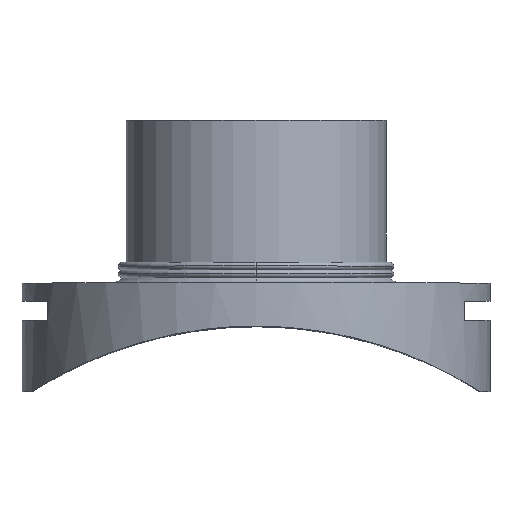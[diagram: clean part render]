
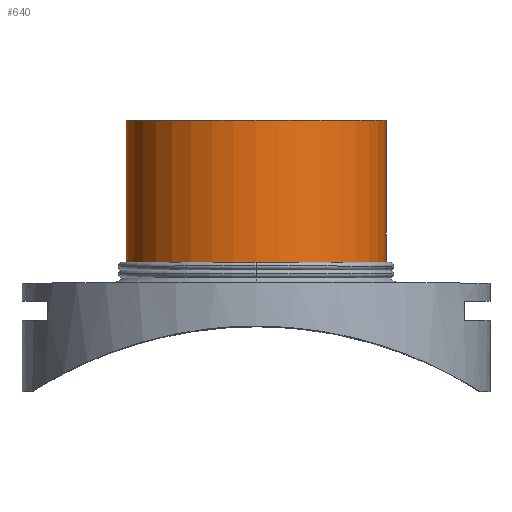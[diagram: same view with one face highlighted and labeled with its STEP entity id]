
A CAD part, top view. The second image highlights one B-rep face of the part: STEP entity #640.
In plain terms, the highlighted cylindrical face has radius 125 mm (diameter 250 mm), a partial arc.
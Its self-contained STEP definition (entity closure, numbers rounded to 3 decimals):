
#246 = VERTEX_POINT( '', #699 );
#282 = EDGE_CURVE( '', #656, #514, #747, .T. );
#294 = EDGE_CURVE( '', #672, #656, #759, .T. );
#312 = EDGE_CURVE( '', #246, #672, #778, .T. );
#514 = VERTEX_POINT( '', #1002 );
#620 = VERTEX_POINT( '', #1117 );
#640 = ADVANCED_FACE( '', ( #1138 ), #1139, .T. );
#644 = EDGE_CURVE( '', #620, #246, #1143, .T. );
#652 = EDGE_CURVE( '', #514, #620, #1151, .T. );
#656 = VERTEX_POINT( '', #1156 );
#672 = VERTEX_POINT( '', #1176 );
#699 = CARTESIAN_POINT( '', ( 125., 261., 0. ) );
#747 = CIRCLE( '', #1283, 125. );
#759 = LINE( '', #1300, #1301 );
#778 = CIRCLE( '', #1360, 125. );
#1002 = CARTESIAN_POINT( '', ( 0., 120.75, 125. ) );
#1117 = CARTESIAN_POINT( '', ( 125., 120.75, 0. ) );
#1138 = FACE_OUTER_BOUND( '', #2023, .T. );
#1139 = CYLINDRICAL_SURFACE( '', #2024, 125. );
#1143 = LINE( '', #2029, #2030 );
#1151 = CIRCLE( '', #2041, 125. );
#1156 = CARTESIAN_POINT( '', ( -125., 120.75, 0. ) );
#1176 = CARTESIAN_POINT( '', ( -125., 261., 0. ) );
#1283 = AXIS2_PLACEMENT_3D( '', #2161, #2162, #2163 );
#1300 = CARTESIAN_POINT( '', ( -125., 190.267, 0. ) );
#1301 = VECTOR( '', #2171, 1. );
#1360 = AXIS2_PLACEMENT_3D( '', #2190, #2191, #2192 );
#2023 = EDGE_LOOP( '', ( #2636, #2637, #2638, #2639, #2640 ) );
#2024 = AXIS2_PLACEMENT_3D( '', #2641, #2642, #2643 );
#2029 = CARTESIAN_POINT( '', ( 125., 190.267, 0. ) );
#2030 = VECTOR( '', #2644, 1. );
#2041 = AXIS2_PLACEMENT_3D( '', #2646, #2647, #2648 );
#2161 = CARTESIAN_POINT( '', ( 0., 120.75, 0. ) );
#2162 = DIRECTION( '', ( 0., 1., 0. ) );
#2163 = DIRECTION( '', ( -1., 0., 0. ) );
#2171 = DIRECTION( '', ( 0., -1., 0. ) );
#2190 = CARTESIAN_POINT( '', ( 0., 261., 0. ) );
#2191 = DIRECTION( '', ( 0., -1., 0. ) );
#2192 = DIRECTION( '', ( -1., 0., 0. ) );
#2636 = ORIENTED_EDGE( '', *, *, #294, .T. );
#2637 = ORIENTED_EDGE( '', *, *, #282, .T. );
#2638 = ORIENTED_EDGE( '', *, *, #652, .T. );
#2639 = ORIENTED_EDGE( '', *, *, #644, .T. );
#2640 = ORIENTED_EDGE( '', *, *, #312, .T. );
#2641 = CARTESIAN_POINT( '', ( 0., 190.267, 0. ) );
#2642 = DIRECTION( '', ( 0., 1., 0. ) );
#2643 = DIRECTION( '', ( -1., 0., 0. ) );
#2644 = DIRECTION( '', ( 0., 1., 0. ) );
#2646 = CARTESIAN_POINT( '', ( 0., 120.75, 0. ) );
#2647 = DIRECTION( '', ( 0., 1., 0. ) );
#2648 = DIRECTION( '', ( -1., 0., 0. ) );
